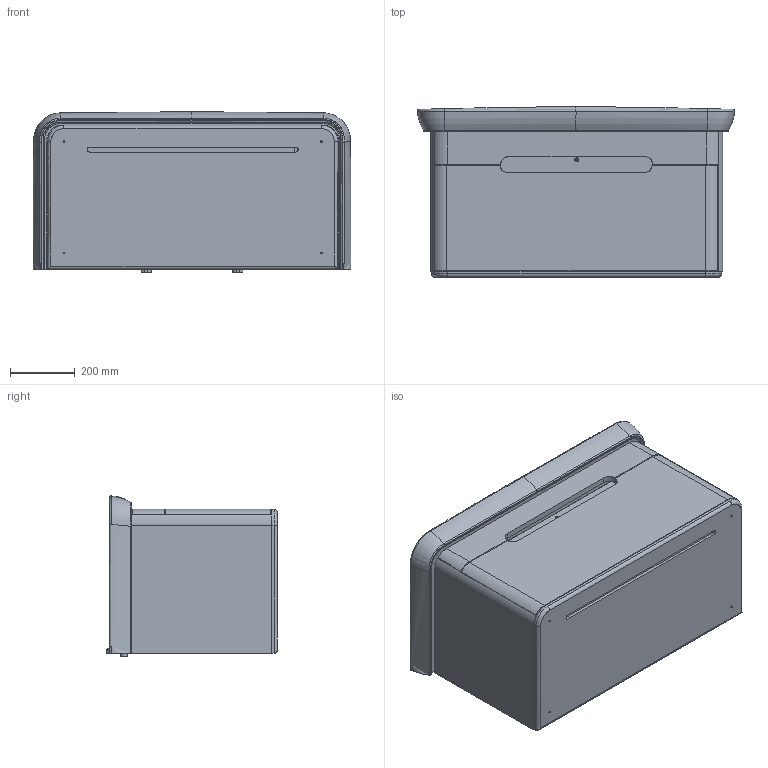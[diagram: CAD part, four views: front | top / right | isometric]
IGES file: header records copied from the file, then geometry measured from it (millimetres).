
Start section: SolidWorks IGES file using analytic representation for surfaces
Global section: file name: 60814+60817+60820 100 cm 1 cek lav dol.IGS; native system: SolidWorks 2016; preprocessor: SolidWorks 2016; author: nergis.ozcan; date: 170421.144150; units: millimetre
Bounding box: 979.51 x 526.39 x 494.22 mm (x, y, z)
Surface area: 6401210.9 mm2 (no closed solid volume)
Topology: 0 solids, 0 shells, 1478 faces, 32968 edges, 40291 vertices
Faces by surface type: bspline 968, revolution 510
